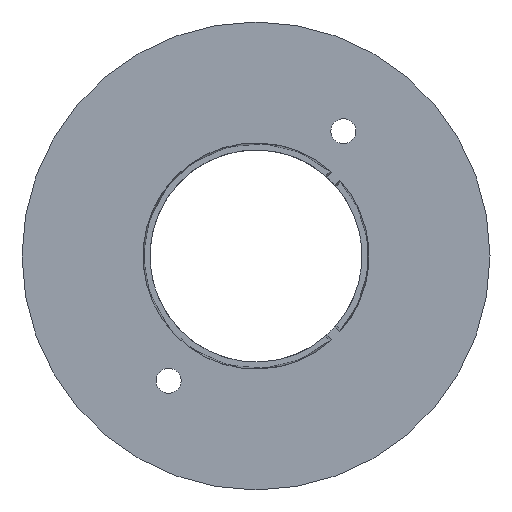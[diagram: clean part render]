
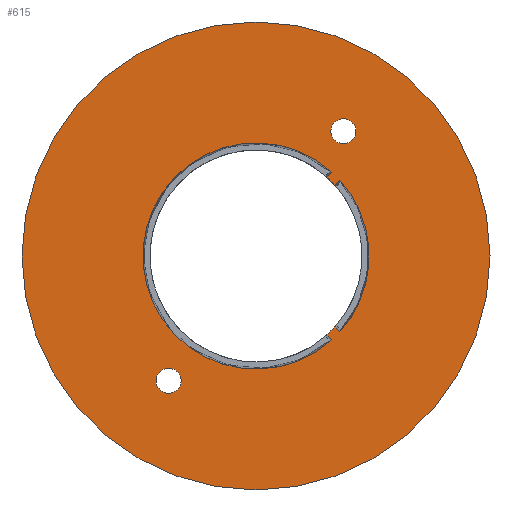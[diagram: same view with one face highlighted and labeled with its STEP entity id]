
A CAD part, front view. The second image highlights one B-rep face of the part: STEP entity #615.
In plain terms, the highlighted planar face has unit normal (0, -1, 0).
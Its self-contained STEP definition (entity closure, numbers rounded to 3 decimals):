
#127=PLANE('',#1961);
#189=LINE('',#2645,#344);
#190=LINE('',#2647,#345);
#191=LINE('',#2651,#346);
#192=LINE('',#2652,#347);
#344=VECTOR('',#2088,1.);
#345=VECTOR('',#2089,1.);
#346=VECTOR('',#2092,1.);
#347=VECTOR('',#2093,1.);
#507=FACE_BOUND('',#820,.T.);
#508=FACE_BOUND('',#821,.T.);
#509=FACE_BOUND('',#822,.T.);
#510=FACE_BOUND('',#823,.T.);
#615=ADVANCED_FACE('',(#507,#508,#509,#510),#127,.T.);
#820=EDGE_LOOP('',(#982,#983,#984,#985,#986,#987,#988,#989));
#821=EDGE_LOOP('',(#990));
#822=EDGE_LOOP('',(#991));
#823=EDGE_LOOP('',(#992));
#982=ORIENTED_EDGE('',*,*,#1677,.F.);
#983=ORIENTED_EDGE('',*,*,#1658,.F.);
#984=ORIENTED_EDGE('',*,*,#1678,.T.);
#985=ORIENTED_EDGE('',*,*,#1679,.F.);
#986=ORIENTED_EDGE('',*,*,#1680,.T.);
#987=ORIENTED_EDGE('',*,*,#1654,.F.);
#988=ORIENTED_EDGE('',*,*,#1681,.F.);
#989=ORIENTED_EDGE('',*,*,#1682,.F.);
#990=ORIENTED_EDGE('',*,*,#1683,.F.);
#991=ORIENTED_EDGE('',*,*,#1684,.T.);
#992=ORIENTED_EDGE('',*,*,#1685,.T.);
#1477=VERTEX_POINT('',#2420);
#1478=VERTEX_POINT('',#2422);
#1481=VERTEX_POINT('',#2429);
#1482=VERTEX_POINT('',#2431);
#1498=VERTEX_POINT('',#2646);
#1499=VERTEX_POINT('',#2648);
#1500=VERTEX_POINT('',#2650);
#1501=VERTEX_POINT('',#2653);
#1502=VERTEX_POINT('',#2656);
#1503=VERTEX_POINT('',#2658);
#1504=VERTEX_POINT('',#2660);
#1654=EDGE_CURVE('',#1477,#1478,#1913,.T.);
#1658=EDGE_CURVE('',#1481,#1482,#1915,.T.);
#1677=EDGE_CURVE('',#1482,#1498,#189,.T.);
#1678=EDGE_CURVE('',#1481,#1499,#190,.T.);
#1679=EDGE_CURVE('',#1500,#1499,#1921,.T.);
#1680=EDGE_CURVE('',#1500,#1478,#191,.T.);
#1681=EDGE_CURVE('',#1501,#1477,#192,.T.);
#1682=EDGE_CURVE('',#1498,#1501,#1922,.T.);
#1683=EDGE_CURVE('',#1502,#1502,#1923,.T.);
#1684=EDGE_CURVE('',#1503,#1503,#1924,.T.);
#1685=EDGE_CURVE('',#1504,#1504,#1925,.T.);
#1913=CIRCLE('',#1936,18.127);
#1915=CIRCLE('',#1941,18.127);
#1921=CIRCLE('',#1956,17.);
#1922=CIRCLE('',#1957,17.);
#1923=CIRCLE('',#1958,37.5);
#1924=CIRCLE('',#1959,2.);
#1925=CIRCLE('',#1960,2.);
#1936=AXIS2_PLACEMENT_3D('',#2421,#2048,#2049);
#1941=AXIS2_PLACEMENT_3D('',#2430,#2058,#2059);
#1956=AXIS2_PLACEMENT_3D('',#2649,#2090,#2091);
#1957=AXIS2_PLACEMENT_3D('',#2654,#2094,#2095);
#1958=AXIS2_PLACEMENT_3D('',#2655,#2096,#2097);
#1959=AXIS2_PLACEMENT_3D('',#2657,#2098,#2099);
#1960=AXIS2_PLACEMENT_3D('',#2659,#2100,#2101);
#1961=AXIS2_PLACEMENT_3D('',#2661,#2102,#2103);
#2048=DIRECTION('',(0.,-1.,0.));
#2049=DIRECTION('',(0.,0.,-1.));
#2058=DIRECTION('',(0.,-1.,0.));
#2059=DIRECTION('',(0.,0.,-1.));
#2088=DIRECTION('',(-0.707,0.,0.707));
#2089=DIRECTION('',(-0.707,0.,-0.707));
#2090=DIRECTION('',(0.,-1.,0.));
#2091=DIRECTION('',(0.,0.,-1.));
#2092=DIRECTION('',(0.707,0.,0.707));
#2093=DIRECTION('',(0.707,0.,-0.707));
#2094=DIRECTION('',(0.,-1.,0.));
#2095=DIRECTION('',(0.,0.,-1.));
#2096=DIRECTION('',(0.,1.,0.));
#2097=DIRECTION('',(-1.,0.,0.));
#2098=DIRECTION('',(0.,1.,0.));
#2099=DIRECTION('',(-1.,0.,0.));
#2100=DIRECTION('',(0.,1.,0.));
#2101=DIRECTION('',(1.,0.,0.));
#2102=DIRECTION('',(0.,-1.,0.));
#2103=DIRECTION('',(0.,0.,1.));
#2420=CARTESIAN_POINT('',(13.435,0.,-12.169));
#2421=CARTESIAN_POINT('',(0.,0.,0.));
#2422=CARTESIAN_POINT('',(13.435,0.,12.169));
#2429=CARTESIAN_POINT('',(12.169,0.,13.435));
#2430=CARTESIAN_POINT('',(0.,0.,0.));
#2431=CARTESIAN_POINT('',(12.169,0.,-13.435));
#2645=CARTESIAN_POINT('',(-14.508,0.,13.242));
#2646=CARTESIAN_POINT('',(11.371,0.,-12.637));
#2647=CARTESIAN_POINT('',(-14.508,0.,-13.242));
#2648=CARTESIAN_POINT('',(11.371,0.,12.637));
#2649=CARTESIAN_POINT('',(0.,0.,0.));
#2650=CARTESIAN_POINT('',(12.637,0.,11.371));
#2651=CARTESIAN_POINT('',(-13.242,0.,-14.508));
#2652=CARTESIAN_POINT('',(-13.242,0.,14.508));
#2653=CARTESIAN_POINT('',(12.637,0.,-11.371));
#2654=CARTESIAN_POINT('',(0.,0.,0.));
#2655=CARTESIAN_POINT('',(0.,0.,0.));
#2656=CARTESIAN_POINT('',(-37.5,0.,0.));
#2657=CARTESIAN_POINT('',(14.,0.,20.));
#2658=CARTESIAN_POINT('',(16.,0.,20.));
#2659=CARTESIAN_POINT('',(-14.,0.,-20.));
#2660=CARTESIAN_POINT('',(-16.,0.,-20.));
#2661=CARTESIAN_POINT('',(-27.75,0.,0.));
